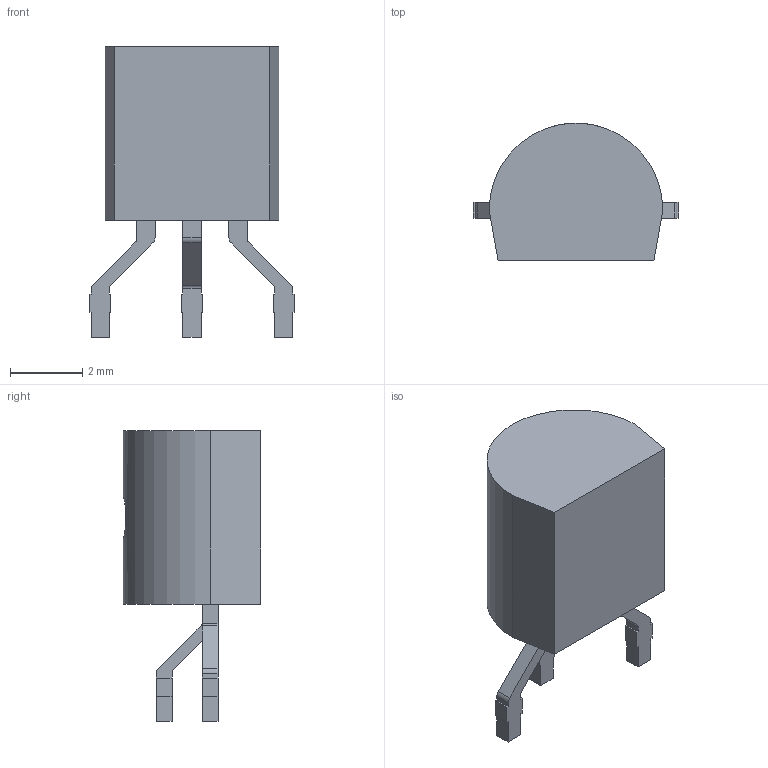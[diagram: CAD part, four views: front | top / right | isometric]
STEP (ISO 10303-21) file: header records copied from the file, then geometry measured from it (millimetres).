
FILE_DESCRIPTION (( 'STEP AP214' ), '1' );
FILE_NAME ('User Library-TO-92-5.STEP', '2012-05-28T19:10:03', ( 'SysAdmin' ), ( 'SolidWorks' ), 'SwSTEP 2.0', 'SolidWorks 2012', '' );
FILE_SCHEMA (( 'AUTOMOTIVE_DESIGN' ));
Length unit declared in the file: millimetre
Products named in the file (1): User Library-TO-92-5
Bounding box: 5.68 x 3.8 x 8.04 mm (x, y, z)
Volume: 76 mm3; surface area: 122.2 mm2
Topology: 1 solids, 1 shells, 72 faces, 198 edges, 132 vertices
Faces by surface type: plane 57, cylinder 15
Entity records: 3110 total; most frequent: CARTESIAN_POINT 421, ORIENTED_EDGE 396, DIRECTION 370, EDGE_CURVE 198, VECTOR 168, LINE 168, VERTEX_POINT 132, AXIS2_PLACEMENT_3D 101
